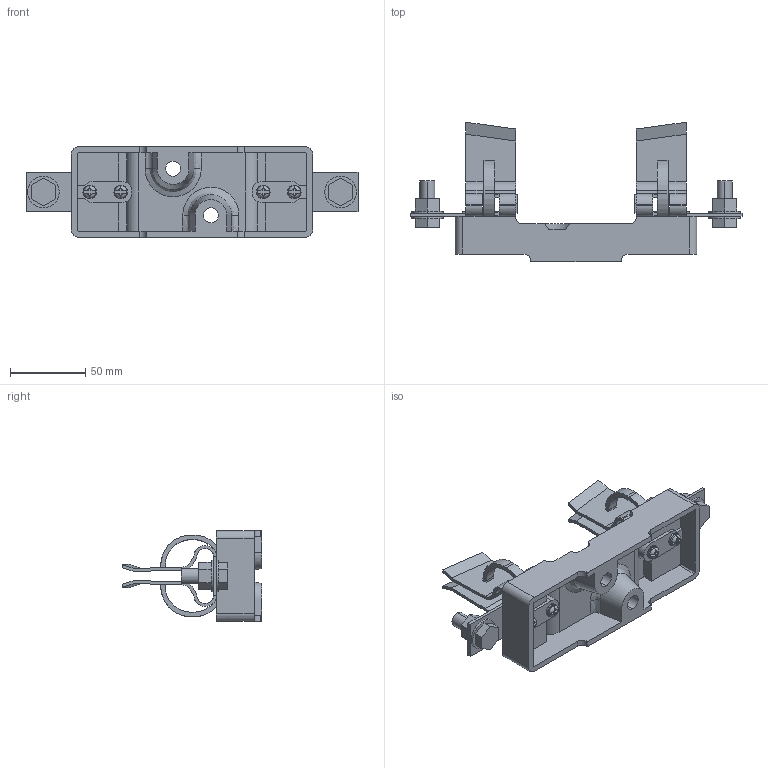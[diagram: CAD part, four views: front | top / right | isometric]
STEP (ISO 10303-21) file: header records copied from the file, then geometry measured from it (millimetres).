
FILE_DESCRIPTION (( 'STEP AP214' ), '1' );
FILE_NAME ('DPP40D-DP-400 Äåðæàòåëü ïëàâêîãî ïðåäîõðàíèòåëÿ ÄÏ-37, ãàáàðèò 2, 400À.STEP', '2018-05-03T10:50:08', ( '' ), ( '' ), 'SwSTEP 2.0', 'SolidWorks 2014', '' );
FILE_SCHEMA (( 'AUTOMOTIVE_DESIGN' ));
Length unit declared in the file: millimetre
Products named in the file (1): DPP40D-DP-400 Äåðæàòåëü ïëàâêîãî ïðåäîõðàíèòåëÿ ÄÏ-37, ãàáàðèò 2, 400À
Bounding box: 220 x 92.44 x 60 mm (x, y, z)
Volume: 140570.3 mm3; surface area: 79003.4 mm2
Topology: 1 solids, 3 shells, 467 faces, 1295 edges, 848 vertices
Faces by surface type: plane 311, cylinder 133, torus 16, bspline 7
Entity records: 15899 total; most frequent: CARTESIAN_POINT 3695, ORIENTED_EDGE 2590, DIRECTION 2501, EDGE_CURVE 1295, VECTOR 879, LINE 879, VERTEX_POINT 848, AXIS2_PLACEMENT_3D 811
